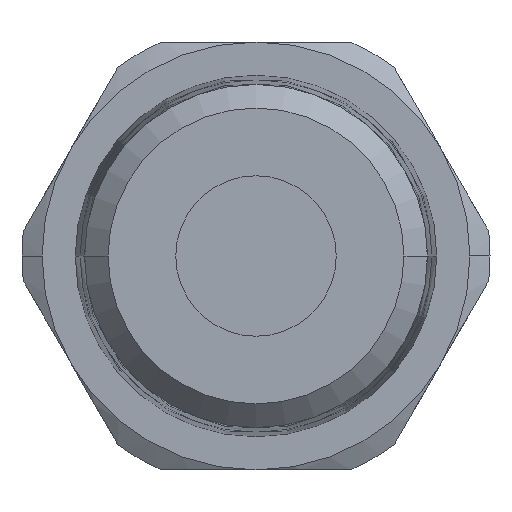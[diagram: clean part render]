
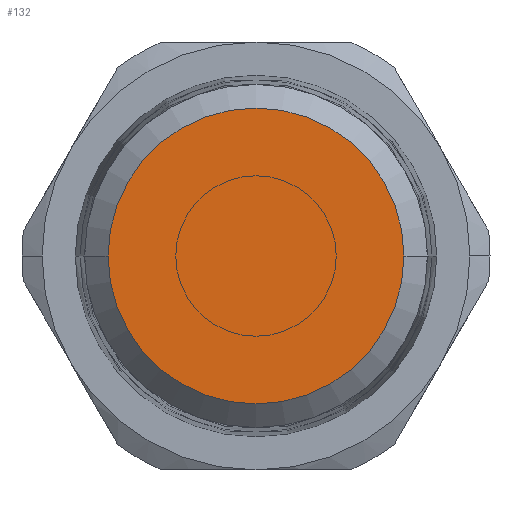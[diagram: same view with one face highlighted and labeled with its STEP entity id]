
A CAD part, front view. The second image highlights one B-rep face of the part: STEP entity #132.
In plain terms, the highlighted planar face has unit normal (0, -1, 0).
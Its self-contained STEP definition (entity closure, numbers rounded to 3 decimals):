
#132=ADVANCED_FACE('',(#317),#318,.T.);
#317=FACE_OUTER_BOUND('',#512,.T.);
#318=PLANE('',#513);
#512=EDGE_LOOP('',(#1205,#1206));
#513=AXIS2_PLACEMENT_3D('',#1207,#1208,#1209);
#1205=ORIENTED_EDGE('',*,*,#1268,.F.);
#1206=ORIENTED_EDGE('',*,*,#1466,.F.);
#1207=CARTESIAN_POINT('',(2.766,-11.9,0.0));
#1208=DIRECTION('',(-0.0,-1.0,-0.0));
#1209=DIRECTION('',(-1.0,0.0,0.0));
#1268=EDGE_CURVE('',#1522,#1524,#1525,.T.);
#1466=EDGE_CURVE('',#1524,#1522,#1846,.T.);
#1522=VERTEX_POINT('',#1888);
#1524=VERTEX_POINT('',#1891);
#1525=CIRCLE('',#1892,5.532);
#1846=CIRCLE('',#2629,5.532);
#1888=CARTESIAN_POINT('',(5.532,-11.9,0.0));
#1891=CARTESIAN_POINT('',(-5.532,-11.9,0.));
#1892=AXIS2_PLACEMENT_3D('',#2686,#2687,#2688);
#2629=AXIS2_PLACEMENT_3D('',#3045,#3046,#3047);
#2686=CARTESIAN_POINT('',(0.0,-11.9,0.0));
#2687=DIRECTION('',(-0.0,1.0,0.0));
#2688=DIRECTION('',(1.0,0.0,0.0));
#3045=CARTESIAN_POINT('',(0.0,-11.9,0.0));
#3046=DIRECTION('',(-0.0,1.0,0.0));
#3047=DIRECTION('',(1.0,0.0,0.0));
